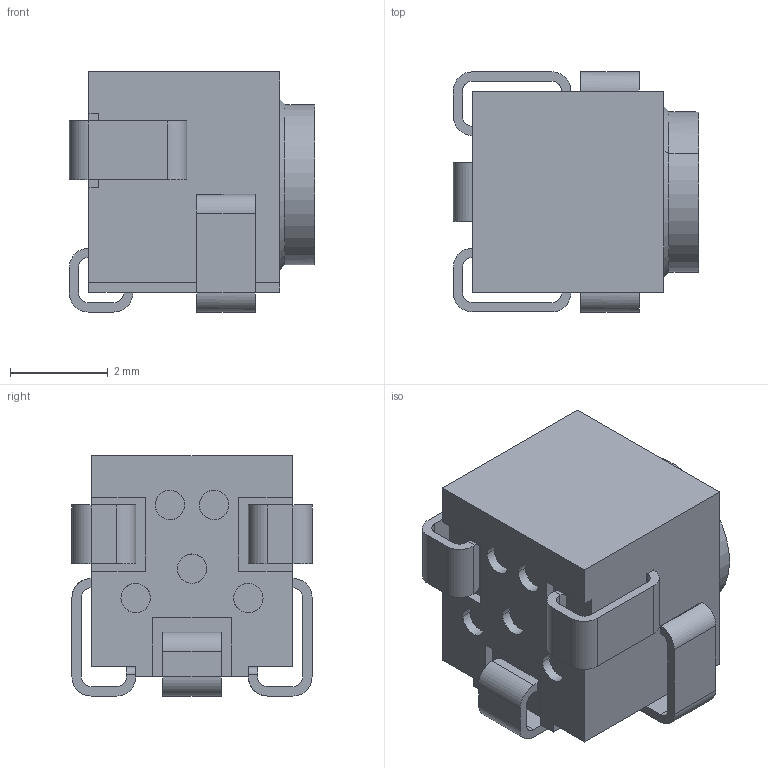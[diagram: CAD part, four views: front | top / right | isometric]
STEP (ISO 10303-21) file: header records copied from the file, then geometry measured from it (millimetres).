
FILE_DESCRIPTION(('CATIA V5 STEP Exchange'),'2;1');
FILE_NAME('DOC-0000369767_new.stp','2011-05-19T12:06:52+00:00',('none'),('none'),'CATIA Version 5 Release 17 (IN-10)','CATIA V5 STEP AP203','none');
FILE_SCHEMA(('CONFIG_CONTROL_DESIGN'));
Length unit declared in the file: millimetre
Products named in the file (1): 0000369767
Bounding box: 5.01 x 4.9 x 4.9 mm (x, y, z)
Volume: 65.7 mm3; surface area: 182.6 mm2
Topology: 1 solids, 3 shells, 185 faces, 484 edges, 316 vertices
Faces by surface type: plane 103, cylinder 66, cone 14, torus 2
Entity records: 6441 total; most frequent: CARTESIAN_POINT 2203, ORIENTED_EDGE 968, DIRECTION 674, EDGE_CURVE 484, VECTOR 334, LINE 334, VERTEX_POINT 316, EDGE_LOOP 200
